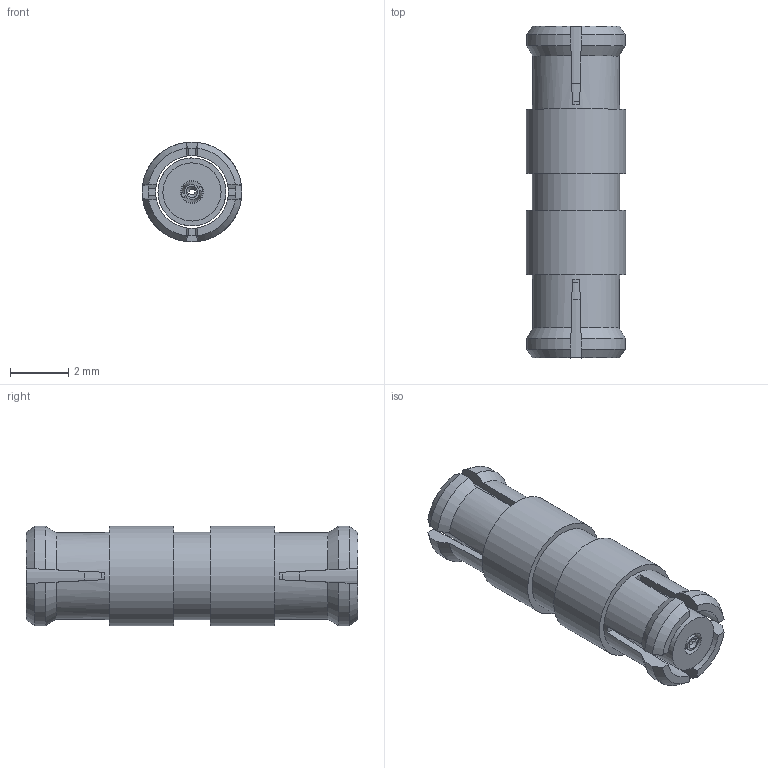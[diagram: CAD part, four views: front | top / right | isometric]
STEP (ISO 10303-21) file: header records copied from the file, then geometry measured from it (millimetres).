
FILE_DESCRIPTION(/* description */ ('Unknown'),/* implementation_level */ '2;1');
FILE_NAME(/* name */ '64401101121003',/* time_stamp */ '2020-02-11T17:19:43+01:00',/* author */ ('Unknown'),/* organization */ ('Unknown'),/* preprocessor_version */ 'ST-DEVELOPER v16.7',/* originating_system */ 'DEX',/* authorisation */ $);
FILE_SCHEMA (('AUTOMOTIVE_DESIGN {1 0 10303 214 3 1 1}'));
Length unit declared in the file: millimetre
Products named in the file (1): 64401101121003
Bounding box: 3.43 x 11.4 x 3.43 mm (x, y, z)
Volume: 101 mm3; surface area: 650.3 mm2
Topology: 6 solids, 8 shells, 248 faces, 624 edges, 408 vertices
Faces by surface type: plane 132, cylinder 60, cone 56
Full cylindrical faces by diameter (mm): 0.28 x2, 0.602 x4, 0.72 x8, 0.79 x4, 1.05 x2, 1.4 x4, 2 x4, 2.337 x4, 2.5 x2, 3 x6, 3.43 x4
Entity records: 7414 total; most frequent: CARTESIAN_POINT 1492, DIRECTION 1328, ORIENTED_EDGE 1120, AXIS2_PLACEMENT_3D 616, EDGE_CURVE 560, VERTEX_POINT 392, EDGE_LOOP 328, FACE_BOUND 328
